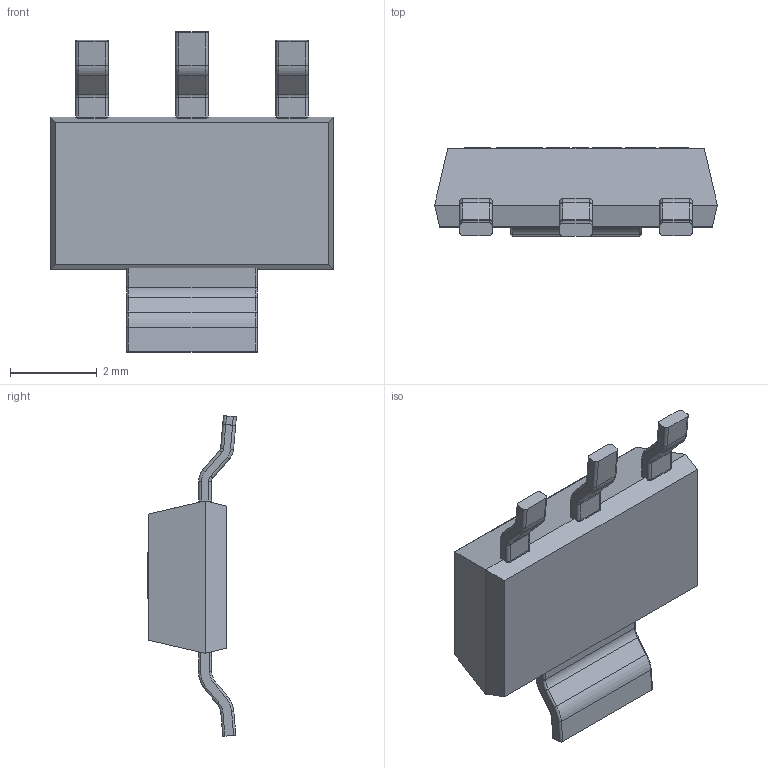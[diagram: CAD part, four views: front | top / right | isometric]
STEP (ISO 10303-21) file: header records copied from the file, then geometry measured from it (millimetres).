
FILE_DESCRIPTION (( 'STEP AP214' ), '1' );
FILE_NAME ('SOT-223.STEP', '2025-09-11T04:14:47', ( '' ), ( '' ), 'SwSTEP 2.0', 'SolidWorks 2022', '' );
FILE_SCHEMA (( 'AUTOMOTIVE_DESIGN' ));
Length unit declared in the file: millimetre
Products named in the file (1): SOT-223
Bounding box: 6.5 x 2.04 x 7.37 mm (x, y, z)
Volume: 40 mm3; surface area: 98.7 mm2
Topology: 1 solids, 1 shells, 250 faces, 636 edges, 396 vertices
Faces by surface type: plane 93, cylinder 76, bspline 49, torus 32
Entity records: 12859 total; most frequent: CARTESIAN_POINT 4380, ORIENTED_EDGE 1272, DIRECTION 1082, EDGE_CURVE 636, VERTEX_POINT 396, LINE 366, VECTOR 366, AXIS2_PLACEMENT_3D 358
